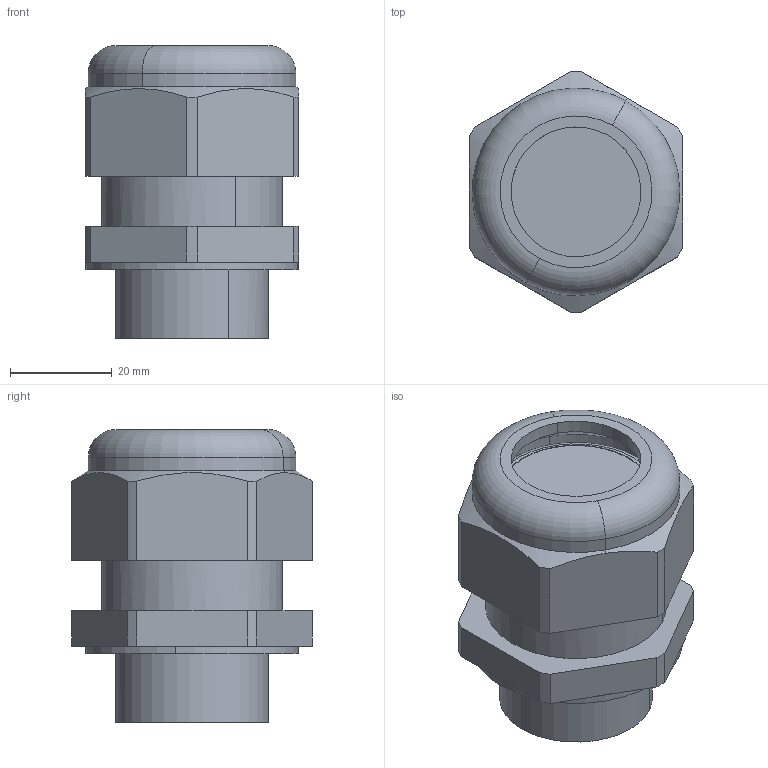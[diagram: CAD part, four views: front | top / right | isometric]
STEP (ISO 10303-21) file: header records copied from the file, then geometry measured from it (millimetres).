
FILE_DESCRIPTION(('CATIA V5R24 STEP','CAx-IF Rec.Pracs.--- Model Styling and Organization---1.2---2011-12-15'),'2;1');
FILE_NAME ('D1452105_0_1461080000_1461080000.stp','2018-03-15T09:23:11+00:00',('none'),('Weidmueller'),'CATIA Version 5-6 Release 2014 SP4 HF52','CATIA V5 STEP AP214','none');
FILE_SCHEMA(('AUTOMOTIVE_DESIGN { 1 0 10303 214 1 1 1 1 }'));
Length unit declared in the file: millimetre
Products named in the file (1): 1461080000_VG M32 EXI BL
Bounding box: 42 x 47.34 x 57.6 mm (x, y, z)
Volume: 35542.5 mm3; surface area: 24058.6 mm2
Topology: 4 solids, 4 shells, 81 faces, 182 edges, 116 vertices
Faces by surface type: cylinder 40, plane 27, torus 10, cone 4
Entity records: 2513 total; most frequent: CARTESIAN_POINT 654, ORIENTED_EDGE 364, DIRECTION 303, EDGE_CURVE 182, AXIS2_PLACEMENT_3D 158, VERTEX_POINT 116, EDGE_LOOP 94, CIRCLE 85
